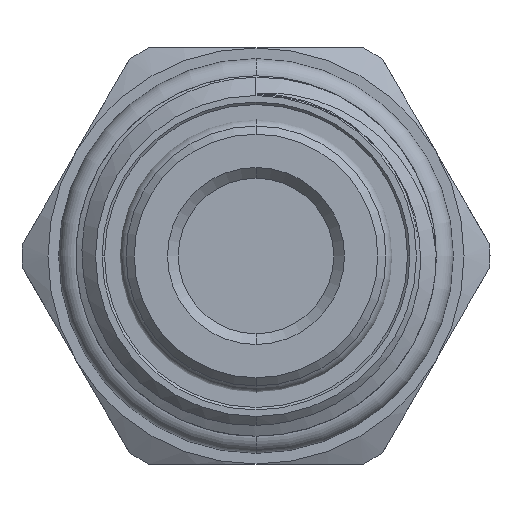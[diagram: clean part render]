
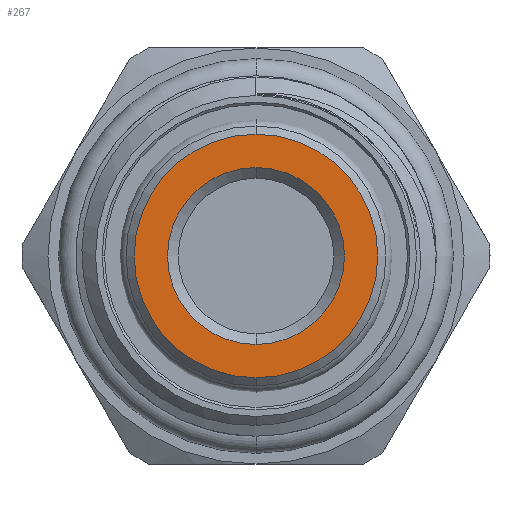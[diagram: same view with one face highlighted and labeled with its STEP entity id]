
A CAD part, front view. The second image highlights one B-rep face of the part: STEP entity #267.
In plain terms, the highlighted planar face has unit normal (0, -1, 0).
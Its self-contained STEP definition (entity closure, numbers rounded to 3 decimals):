
#19 = VERTEX_POINT ( 'NONE', #2477 ) ;
#56 = CARTESIAN_POINT ( 'NONE',  ( 0., -39.9, 5.4 ) ) ;
#188 = CARTESIAN_POINT ( 'NONE',  ( 0., -39.9, 0. ) ) ;
#218 = FACE_OUTER_BOUND ( 'NONE', #1961, .T. ) ;
#267 = ADVANCED_FACE ( 'NONE', ( #218, #3022 ), #3147, .F. ) ;
#522 = ORIENTED_EDGE ( 'NONE', *, *, #1623, .T. ) ;
#646 = AXIS2_PLACEMENT_3D ( 'NONE', #3357, #1062, #3882 ) ;
#938 = CARTESIAN_POINT ( 'NONE',  ( 0., -39.9, -5.4 ) ) ;
#1062 = DIRECTION ( 'NONE',  ( 0., -1., 0. ) ) ;
#1207 = CIRCLE ( 'NONE', #2288, 7.435 ) ;
#1264 = CIRCLE ( 'NONE', #2305, 7.435 ) ;
#1274 = VERTEX_POINT ( 'NONE', #4992 ) ;
#1387 = DIRECTION ( 'NONE',  ( 0., 0., -1. ) ) ;
#1391 = ORIENTED_EDGE ( 'NONE', *, *, #2924, .T. ) ;
#1511 = CARTESIAN_POINT ( 'NONE',  ( 0., -39.9, 0. ) ) ;
#1579 = DIRECTION ( 'NONE',  ( 0., 1., 0. ) ) ;
#1623 = EDGE_CURVE ( 'NONE', #1274, #19, #1207, .T. ) ;
#1937 = DIRECTION ( 'NONE',  ( 0., 0., -1. ) ) ;
#1961 = EDGE_LOOP ( 'NONE', ( #1391, #522 ) ) ;
#1981 = VERTEX_POINT ( 'NONE', #938 ) ;
#2288 = AXIS2_PLACEMENT_3D ( 'NONE', #188, #2977, #1387 ) ;
#2305 = AXIS2_PLACEMENT_3D ( 'NONE', #4393, #2384, #1937 ) ;
#2384 = DIRECTION ( 'NONE',  ( 0., -1., 0. ) ) ;
#2477 = CARTESIAN_POINT ( 'NONE',  ( 0., -39.9, 7.435 ) ) ;
#2502 = ORIENTED_EDGE ( 'NONE', *, *, #4172, .F. ) ;
#2562 = EDGE_LOOP ( 'NONE', ( #5078, #2502 ) ) ;
#2721 = CARTESIAN_POINT ( 'NONE',  ( 0., -39.9, 0. ) ) ;
#2812 = CIRCLE ( 'NONE', #2890, 5.4 ) ;
#2817 = CIRCLE ( 'NONE', #646, 5.4 ) ;
#2868 = DIRECTION ( 'NONE',  ( 0., -1., 0. ) ) ;
#2890 = AXIS2_PLACEMENT_3D ( 'NONE', #1511, #2868, #3177 ) ;
#2924 = EDGE_CURVE ( 'NONE', #19, #1274, #1264, .T. ) ;
#2977 = DIRECTION ( 'NONE',  ( 0., -1., 0. ) ) ;
#3022 = FACE_BOUND ( 'NONE', #2562, .T. ) ;
#3147 = PLANE ( 'NONE',  #4747 ) ;
#3177 = DIRECTION ( 'NONE',  ( 0., 0., -1. ) ) ;
#3357 = CARTESIAN_POINT ( 'NONE',  ( 0., -39.9, 0. ) ) ;
#3882 = DIRECTION ( 'NONE',  ( 0., 0., -1. ) ) ;
#3926 = EDGE_CURVE ( 'NONE', #1981, #5116, #2817, .T. ) ;
#4172 = EDGE_CURVE ( 'NONE', #5116, #1981, #2812, .T. ) ;
#4393 = CARTESIAN_POINT ( 'NONE',  ( 0., -39.9, 0. ) ) ;
#4747 = AXIS2_PLACEMENT_3D ( 'NONE', #2721, #1579, #4849 ) ;
#4849 = DIRECTION ( 'NONE',  ( 0., 0., 1. ) ) ;
#4992 = CARTESIAN_POINT ( 'NONE',  ( 0., -39.9, -7.435 ) ) ;
#5078 = ORIENTED_EDGE ( 'NONE', *, *, #3926, .F. ) ;
#5116 = VERTEX_POINT ( 'NONE', #56 ) ;
